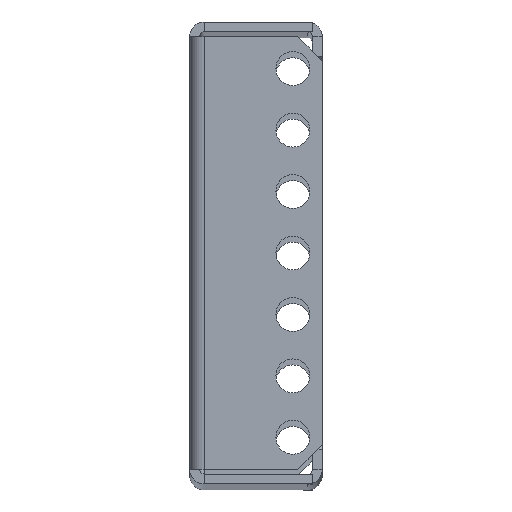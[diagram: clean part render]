
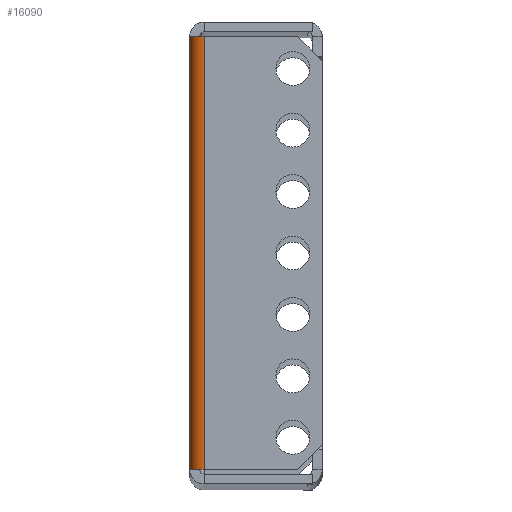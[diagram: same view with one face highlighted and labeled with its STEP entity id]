
A CAD part, top view. The second image highlights one B-rep face of the part: STEP entity #16090.
In plain terms, the highlighted cylindrical face has radius 3 mm (diameter 6 mm), a partial arc.
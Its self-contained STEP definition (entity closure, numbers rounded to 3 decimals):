
#488 = AXIS2_PLACEMENT_3D ( 'NONE', #1774, #13193, #10130 ) ;
#534 = VERTEX_POINT ( 'NONE', #5391 ) ;
#1228 = ORIENTED_EDGE ( 'NONE', *, *, #17884, .F. ) ;
#1321 = CIRCLE ( 'NONE', #488, 3. ) ;
#1454 = EDGE_CURVE ( 'NONE', #534, #13942, #17663, .T. ) ;
#1774 = CARTESIAN_POINT ( 'NONE',  ( 1., -44., 350. ) ) ;
#1960 = VERTEX_POINT ( 'NONE', #4010 ) ;
#2086 = AXIS2_PLACEMENT_3D ( 'NONE', #14927, #14986, #3438 ) ;
#2257 = LINE ( 'NONE', #13470, #17029 ) ;
#2515 = CARTESIAN_POINT ( 'NONE',  ( 1., 44., 353. ) ) ;
#3438 = DIRECTION ( 'NONE',  ( 0., 0., -1. ) ) ;
#3633 = EDGE_LOOP ( 'NONE', ( #11903, #1228, #18450, #11744 ) ) ;
#3856 = DIRECTION ( 'NONE',  ( 0., 0., 1. ) ) ;
#3897 = DIRECTION ( 'NONE',  ( 0., 1., 0. ) ) ;
#4010 = CARTESIAN_POINT ( 'NONE',  ( -2., -44., 350. ) ) ;
#5391 = CARTESIAN_POINT ( 'NONE',  ( -2., 44., 350. ) ) ;
#5679 = VECTOR ( 'NONE', #3897, 1000. ) ;
#9511 = LINE ( 'NONE', #2515, #5679 ) ;
#10130 = DIRECTION ( 'NONE',  ( 0., 0., -1. ) ) ;
#11400 = AXIS2_PLACEMENT_3D ( 'NONE', #12456, #14120, #3856 ) ;
#11744 = ORIENTED_EDGE ( 'NONE', *, *, #1454, .F. ) ;
#11903 = ORIENTED_EDGE ( 'NONE', *, *, #15473, .T. ) ;
#11912 = VERTEX_POINT ( 'NONE', #14875 ) ;
#12456 = CARTESIAN_POINT ( 'NONE',  ( 1., -44., 350. ) ) ;
#13193 = DIRECTION ( 'NONE',  ( 0., -1., 0. ) ) ;
#13470 = CARTESIAN_POINT ( 'NONE',  ( -2., -47., 350. ) ) ;
#13942 = VERTEX_POINT ( 'NONE', #17749 ) ;
#14120 = DIRECTION ( 'NONE',  ( 0., -1., 0. ) ) ;
#14875 = CARTESIAN_POINT ( 'NONE',  ( 1., -44., 353. ) ) ;
#14927 = CARTESIAN_POINT ( 'NONE',  ( 1., 44., 350. ) ) ;
#14986 = DIRECTION ( 'NONE',  ( 0., 1., 0. ) ) ;
#15473 = EDGE_CURVE ( 'NONE', #534, #1960, #2257, .T. ) ;
#16016 = FACE_OUTER_BOUND ( 'NONE', #3633, .T. ) ;
#16090 = ADVANCED_FACE ( 'NONE', ( #16016 ), #16942, .T. ) ;
#16509 = EDGE_CURVE ( 'NONE', #11912, #13942, #9511, .T. ) ;
#16942 = CYLINDRICAL_SURFACE ( 'NONE', #11400, 3. ) ;
#17029 = VECTOR ( 'NONE', #18076, 1000. ) ;
#17663 = CIRCLE ( 'NONE', #2086, 3. ) ;
#17749 = CARTESIAN_POINT ( 'NONE',  ( 1., 44., 353. ) ) ;
#17884 = EDGE_CURVE ( 'NONE', #11912, #1960, #1321, .T. ) ;
#18076 = DIRECTION ( 'NONE',  ( 0., -1., 0. ) ) ;
#18450 = ORIENTED_EDGE ( 'NONE', *, *, #16509, .T. ) ;
